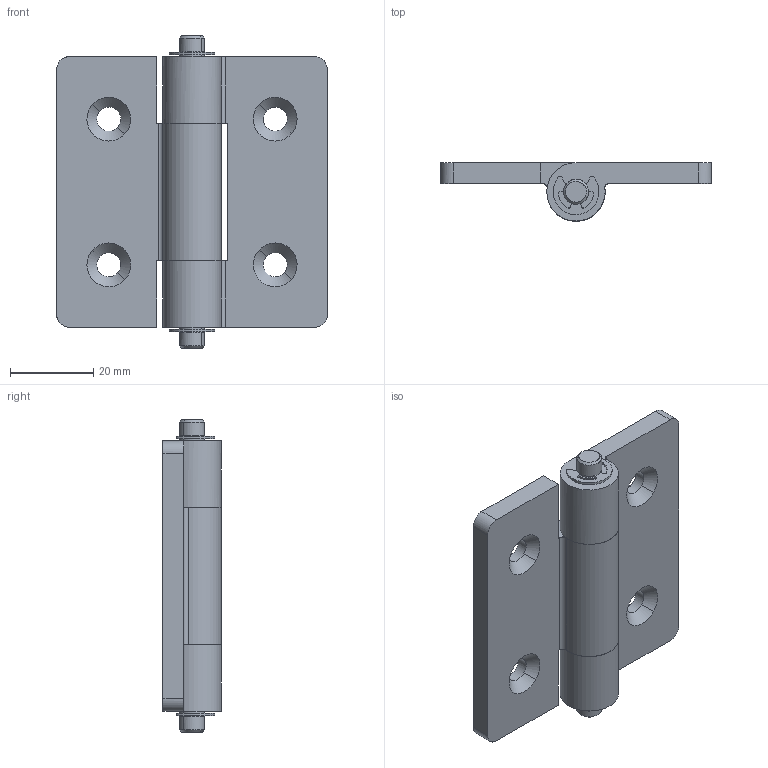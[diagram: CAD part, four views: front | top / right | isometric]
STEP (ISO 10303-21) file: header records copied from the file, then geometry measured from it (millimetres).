
FILE_DESCRIPTION((''),'2;1');
FILE_NAME('','2011-04-26T15:18:14',(''),(''),'','CADfix','');
FILE_SCHEMA(('AUTOMOTIVE_DESIGN { 1 0 10303 214 1 1 1 1 }'));
Length unit declared in the file: millimetre
Bounding box: 65 x 13.99 x 75 mm (x, y, z)
Volume: 26276.2 mm3; surface area: 14442.7 mm2
Topology: 5 solids, 5 shells, 109 faces, 413 edges, 318 vertices
Faces by surface type: bspline 109
Entity records: 5988 total; most frequent: CARTESIAN_POINT 3538, ORIENTED_EDGE 826, EDGE_CURVE 413, VERTEX_POINT 318, B_SPLINE_CURVE_WITH_KNOTS 268, QUASI_UNIFORM_CURVE 145, EDGE_LOOP 127, FACE_OUTER_BOUND 109
